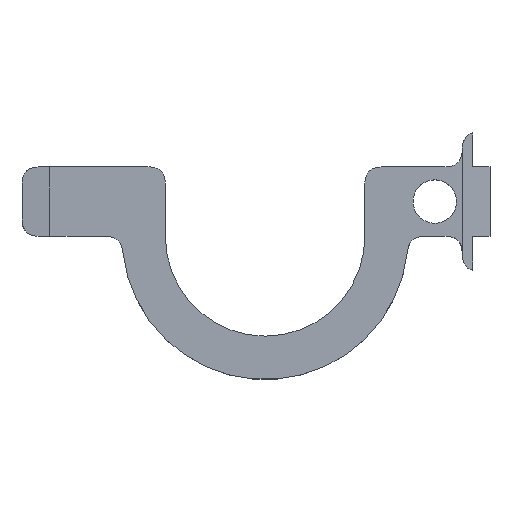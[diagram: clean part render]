
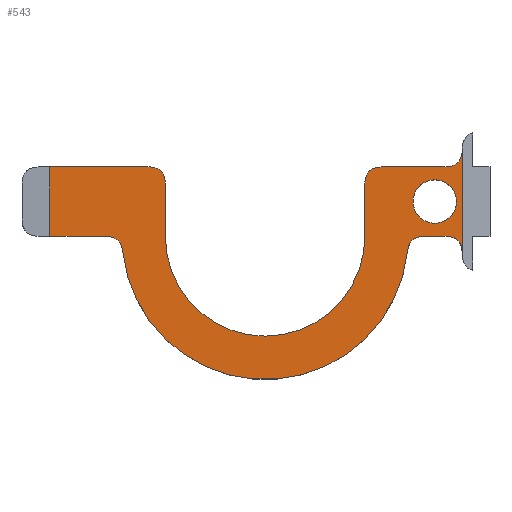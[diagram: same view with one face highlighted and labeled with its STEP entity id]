
A CAD part, top view. The second image highlights one B-rep face of the part: STEP entity #543.
In plain terms, the highlighted planar face has unit normal (0, 0, 1).
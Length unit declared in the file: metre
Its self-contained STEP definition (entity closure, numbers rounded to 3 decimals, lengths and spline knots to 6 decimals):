
#22=CIRCLE('',#581,0.008246);
#25=CIRCLE('',#589,0.005746);
#26=CIRCLE('',#592,0.00125);
#45=B_SPLINE_CURVE_WITH_KNOTS('',3,(#846,#847,#848,#849),.UNSPECIFIED.,
 .F.,.F.,(4,4),(0.,1.),.UNSPECIFIED.);
#46=B_SPLINE_CURVE_WITH_KNOTS('',3,(#850,#851,#852,#853),.UNSPECIFIED.,
 .F.,.F.,(4,4),(0.,1.),.UNSPECIFIED.);
#47=B_SPLINE_CURVE_WITH_KNOTS('',3,(#855,#856,#857,#858,#859),
 .UNSPECIFIED.,.F.,.F.,(4,1,4),(0.,0.000743,0.001486),
 .UNSPECIFIED.);
#48=B_SPLINE_CURVE_WITH_KNOTS('',3,(#860,#861,#862,#863,#864),
 .UNSPECIFIED.,.F.,.F.,(4,1,4),(0.,0.000743,0.001486),
 .UNSPECIFIED.);
#49=B_SPLINE_CURVE_WITH_KNOTS('',3,(#865,#866,#867,#868,#869,#870,#871),
 .UNSPECIFIED.,.F.,.F.,(4,1,1,1,4),(0.,0.000404,0.000809,
0.001213,0.001617),.UNSPECIFIED.);
#50=B_SPLINE_CURVE_WITH_KNOTS('',3,(#875,#876,#877,#878,#879,#880,#881),
 .UNSPECIFIED.,.F.,.F.,(4,1,1,1,4),(0.,0.000404,0.000809,
0.001213,0.001617),.UNSPECIFIED.);
#121=ORIENTED_EDGE('',*,*,#281,.F.);
#122=ORIENTED_EDGE('',*,*,#267,.T.);
#123=ORIENTED_EDGE('',*,*,#282,.T.);
#124=ORIENTED_EDGE('',*,*,#271,.F.);
#125=ORIENTED_EDGE('',*,*,#277,.F.);
#126=ORIENTED_EDGE('',*,*,#280,.T.);
#127=ORIENTED_EDGE('',*,*,#283,.T.);
#128=ORIENTED_EDGE('',*,*,#244,.F.);
#129=ORIENTED_EDGE('',*,*,#284,.T.);
#130=ORIENTED_EDGE('',*,*,#256,.F.);
#131=ORIENTED_EDGE('',*,*,#285,.T.);
#132=ORIENTED_EDGE('',*,*,#257,.T.);
#133=ORIENTED_EDGE('',*,*,#286,.T.);
#134=ORIENTED_EDGE('',*,*,#263,.F.);
#135=ORIENTED_EDGE('',*,*,#287,.T.);
#136=ORIENTED_EDGE('',*,*,#288,.T.);
#137=ORIENTED_EDGE('',*,*,#289,.T.);
#244=EDGE_CURVE('',#326,#327,#379,.T.);
#256=EDGE_CURVE('',#338,#333,#386,.T.);
#257=EDGE_CURVE('',#339,#340,#22,.T.);
#263=EDGE_CURVE('',#345,#346,#388,.T.);
#267=EDGE_CURVE('',#347,#348,#391,.T.);
#271=EDGE_CURVE('',#351,#352,#393,.T.);
#277=EDGE_CURVE('',#356,#351,#25,.T.);
#280=EDGE_CURVE('',#356,#358,#398,.T.);
#281=EDGE_CURVE('',#359,#359,#26,.T.);
#282=EDGE_CURVE('',#348,#352,#45,.T.);
#283=EDGE_CURVE('',#358,#327,#46,.T.);
#284=EDGE_CURVE('',#326,#333,#399,.T.);
#285=EDGE_CURVE('',#338,#339,#47,.T.);
#286=EDGE_CURVE('',#340,#346,#48,.T.);
#287=EDGE_CURVE('',#345,#360,#49,.T.);
#288=EDGE_CURVE('',#360,#361,#400,.T.);
#289=EDGE_CURVE('',#361,#347,#50,.T.);
#326=VERTEX_POINT('',#725);
#327=VERTEX_POINT('',#727);
#333=VERTEX_POINT('',#751);
#338=VERTEX_POINT('',#766);
#339=VERTEX_POINT('',#770);
#340=VERTEX_POINT('',#771);
#345=VERTEX_POINT('',#791);
#346=VERTEX_POINT('',#793);
#347=VERTEX_POINT('',#803);
#348=VERTEX_POINT('',#804);
#351=VERTEX_POINT('',#818);
#352=VERTEX_POINT('',#819);
#356=VERTEX_POINT('',#832);
#358=VERTEX_POINT('',#841);
#359=VERTEX_POINT('',#845);
#360=VERTEX_POINT('',#872);
#361=VERTEX_POINT('',#874);
#379=LINE('',#726,#417);
#386=LINE('',#767,#424);
#388=LINE('',#792,#426);
#391=LINE('',#802,#429);
#393=LINE('',#817,#431);
#398=LINE('',#842,#436);
#399=LINE('',#854,#437);
#400=LINE('',#873,#438);
#417=VECTOR('',#620,1.);
#424=VECTOR('',#631,1.);
#426=VECTOR('',#641,1.);
#429=VECTOR('',#648,1.);
#431=VECTOR('',#652,1.);
#436=VECTOR('',#665,1.);
#437=VECTOR('',#670,1.);
#438=VECTOR('',#671,1.);
#457=EDGE_LOOP('',(#121));
#458=EDGE_LOOP('',(#122,#123,#124,#125,#126,#127,#128,#129,#130,#131,#132,
#133,#134,#135,#136,#137));
#491=FACE_BOUND('',#457,.T.);
#492=FACE_BOUND('',#458,.T.);
#523=PLANE('',#591);
#543=ADVANCED_FACE('',(#491,#492),#523,.T.);
#581=AXIS2_PLACEMENT_3D('',#769,#634,#635);
#589=AXIS2_PLACEMENT_3D('',#833,#660,#661);
#591=AXIS2_PLACEMENT_3D('',#843,#666,#667);
#592=AXIS2_PLACEMENT_3D('',#844,#668,#669);
#620=DIRECTION('',(1.,0.,0.));
#631=DIRECTION('',(-1.,0.,0.));
#634=DIRECTION('',(0.,0.,1.));
#635=DIRECTION('',(1.,0.,0.));
#641=DIRECTION('',(-1.,0.,0.));
#648=DIRECTION('',(-1.,0.,0.));
#652=DIRECTION('',(0.,1.,0.));
#660=DIRECTION('',(0.,0.,1.));
#661=DIRECTION('',(1.,0.,0.));
#665=DIRECTION('',(0.,1.,0.));
#666=DIRECTION('',(0.,0.,1.));
#667=DIRECTION('',(1.,0.,0.));
#668=DIRECTION('',(0.,0.,1.));
#669=DIRECTION('',(1.,0.,0.));
#670=DIRECTION('',(0.,-1.,0.));
#671=DIRECTION('',(0.,1.,0.));
#725=CARTESIAN_POINT('',(-0.0449,-0.033,0.0043));
#726=CARTESIAN_POINT('',(-0.042373,-0.033,0.0043));
#727=CARTESIAN_POINT('',(-0.039246,-0.033,0.0043));
#751=CARTESIAN_POINT('',(-0.0449,-0.037,0.0043));
#766=CARTESIAN_POINT('',(-0.041692,-0.037,0.0043));
#767=CARTESIAN_POINT('',(-0.043623,-0.037,0.0043));
#769=CARTESIAN_POINT('',(-0.0325,-0.037,0.0043));
#770=CARTESIAN_POINT('',(-0.040698,-0.037892,0.0043));
#771=CARTESIAN_POINT('',(-0.024302,-0.037892,0.0043));
#791=CARTESIAN_POINT('',(-0.02215,-0.037,0.0043));
#792=CARTESIAN_POINT('',(-0.021902,-0.037,0.0043));
#793=CARTESIAN_POINT('',(-0.023308,-0.037,0.0043));
#802=CARTESIAN_POINT('',(-0.023152,-0.033,0.0043));
#803=CARTESIAN_POINT('',(-0.02215,-0.033,0.0043));
#804=CARTESIAN_POINT('',(-0.025754,-0.033,0.0043));
#817=CARTESIAN_POINT('',(-0.026754,-0.035,0.0043));
#818=CARTESIAN_POINT('',(-0.026754,-0.037,0.0043));
#819=CARTESIAN_POINT('',(-0.026754,-0.034,0.0043));
#832=CARTESIAN_POINT('',(-0.038246,-0.037,0.0043));
#833=CARTESIAN_POINT('',(-0.0325,-0.037,0.0043));
#841=CARTESIAN_POINT('',(-0.038246,-0.034,0.0043));
#842=CARTESIAN_POINT('',(-0.038246,-0.035,0.0043));
#843=CARTESIAN_POINT('',(-0.033025,-0.039123,0.0043));
#844=CARTESIAN_POINT('',(-0.022729,-0.035,0.0043));
#845=CARTESIAN_POINT('',(-0.021479,-0.035,0.0043));
#846=CARTESIAN_POINT('',(-0.025754,-0.033,0.0043));
#847=CARTESIAN_POINT('',(-0.02642,-0.033,0.0043));
#848=CARTESIAN_POINT('',(-0.026754,-0.033333,0.0043));
#849=CARTESIAN_POINT('',(-0.026754,-0.034,0.0043));
#850=CARTESIAN_POINT('',(-0.038246,-0.034,0.0043));
#851=CARTESIAN_POINT('',(-0.038246,-0.033333,0.0043));
#852=CARTESIAN_POINT('',(-0.03858,-0.033,0.0043));
#853=CARTESIAN_POINT('',(-0.039246,-0.033,0.0043));
#854=CARTESIAN_POINT('',(-0.0449,-0.037,0.0043));
#855=CARTESIAN_POINT('',(-0.041692,-0.037,0.0043));
#856=CARTESIAN_POINT('',(-0.041442,-0.037,0.0043));
#857=CARTESIAN_POINT('',(-0.040908,-0.037123,0.0043));
#858=CARTESIAN_POINT('',(-0.040725,-0.037642,0.0043));
#859=CARTESIAN_POINT('',(-0.040698,-0.037892,0.0043));
#860=CARTESIAN_POINT('',(-0.024302,-0.037892,0.0043));
#861=CARTESIAN_POINT('',(-0.024275,-0.037643,0.0043));
#862=CARTESIAN_POINT('',(-0.024095,-0.037126,0.0043));
#863=CARTESIAN_POINT('',(-0.023559,-0.037,0.0043));
#864=CARTESIAN_POINT('',(-0.023308,-0.037,0.0043));
#865=CARTESIAN_POINT('',(-0.02215,-0.037,0.0043));
#866=CARTESIAN_POINT('',(-0.022014,-0.037,0.0043));
#867=CARTESIAN_POINT('',(-0.021742,-0.037018,0.0043));
#868=CARTESIAN_POINT('',(-0.021373,-0.037222,0.0043));
#869=CARTESIAN_POINT('',(-0.021168,-0.037592,0.0043));
#870=CARTESIAN_POINT('',(-0.02115,-0.037864,0.0043));
#871=CARTESIAN_POINT('',(-0.02115,-0.038,0.0043));
#872=CARTESIAN_POINT('',(-0.02115,-0.038,0.0043));
#873=CARTESIAN_POINT('',(-0.02115,-0.039123,0.0043));
#874=CARTESIAN_POINT('',(-0.02115,-0.032,0.0043));
#875=CARTESIAN_POINT('',(-0.02115,-0.032,0.0043));
#876=CARTESIAN_POINT('',(-0.02115,-0.032136,0.0043));
#877=CARTESIAN_POINT('',(-0.021168,-0.032408,0.0043));
#878=CARTESIAN_POINT('',(-0.021372,-0.032777,0.0043));
#879=CARTESIAN_POINT('',(-0.021742,-0.032982,0.0043));
#880=CARTESIAN_POINT('',(-0.022014,-0.033,0.0043));
#881=CARTESIAN_POINT('',(-0.02215,-0.033,0.0043));
